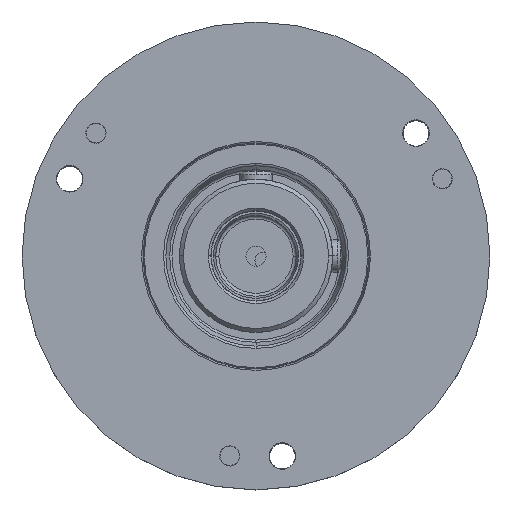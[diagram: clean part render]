
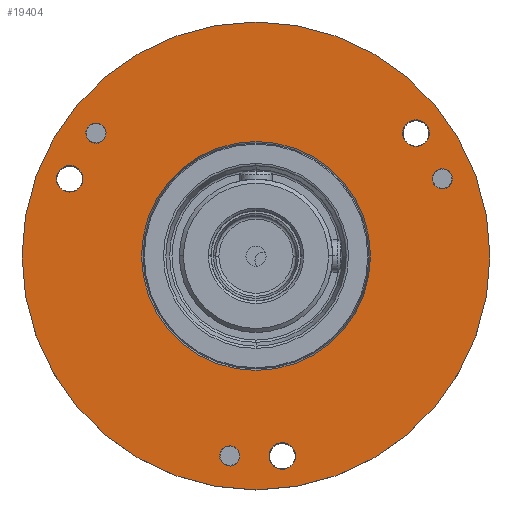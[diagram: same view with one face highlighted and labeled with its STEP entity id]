
A CAD part, top view. The second image highlights one B-rep face of the part: STEP entity #19404.
In plain terms, the highlighted planar face has unit normal (0, 0, 1).
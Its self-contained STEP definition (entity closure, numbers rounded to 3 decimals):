
#174=CARTESIAN_POINT('',(0.,0.,18.));
#175=DIRECTION('',(0.,0.,1.));
#176=DIRECTION('',(1.,0.,0.));
#177=AXIS2_PLACEMENT_3D('',#174,#175,#176);
#179=CARTESIAN_POINT('',(0.,0.,18.));
#180=DIRECTION('',(0.,0.,1.));
#181=DIRECTION('',(-1.,0.,0.));
#182=AXIS2_PLACEMENT_3D('',#179,#180,#181);
#184=CARTESIAN_POINT('',(-19.834,15.219,18.));
#185=DIRECTION('',(0.,0.,-1.));
#186=DIRECTION('',(-0.793,0.609,0.));
#187=AXIS2_PLACEMENT_3D('',#184,#185,#186);
#189=CARTESIAN_POINT('',(-19.834,15.219,18.));
#190=DIRECTION('',(0.,0.,-1.));
#191=DIRECTION('',(0.793,-0.609,0.));
#192=AXIS2_PLACEMENT_3D('',#189,#190,#191);
#194=CARTESIAN_POINT('',(-3.263,-24.786,18.));
#195=DIRECTION('',(0.,0.,-1.));
#196=DIRECTION('',(-0.131,-0.991,0.));
#197=AXIS2_PLACEMENT_3D('',#194,#195,#196);
#199=CARTESIAN_POINT('',(-3.263,-24.786,18.));
#200=DIRECTION('',(0.,0.,-1.));
#201=DIRECTION('',(0.131,0.991,0.));
#202=AXIS2_PLACEMENT_3D('',#199,#200,#201);
#204=CARTESIAN_POINT('',(23.097,9.567,18.));
#205=DIRECTION('',(0.,0.,-1.));
#206=DIRECTION('',(0.924,0.383,0.));
#207=AXIS2_PLACEMENT_3D('',#204,#205,#206);
#209=CARTESIAN_POINT('',(23.097,9.567,18.));
#210=DIRECTION('',(0.,0.,-1.));
#211=DIRECTION('',(-0.924,-0.383,0.));
#212=AXIS2_PLACEMENT_3D('',#209,#210,#211);
#214=CARTESIAN_POINT('',(3.263,-24.786,18.));
#215=DIRECTION('',(0.,0.,1.));
#216=DIRECTION('',(0.,-1.,0.));
#217=AXIS2_PLACEMENT_3D('',#214,#215,#216);
#219=CARTESIAN_POINT('',(3.263,-24.786,18.));
#220=DIRECTION('',(0.,0.,1.));
#221=DIRECTION('',(0.,1.,0.));
#222=AXIS2_PLACEMENT_3D('',#219,#220,#221);
#224=CARTESIAN_POINT('',(19.834,15.219,18.));
#225=DIRECTION('',(0.,0.,1.));
#226=DIRECTION('',(0.,-1.,0.));
#227=AXIS2_PLACEMENT_3D('',#224,#225,#226);
#229=CARTESIAN_POINT('',(19.834,15.219,18.));
#230=DIRECTION('',(0.,0.,1.));
#231=DIRECTION('',(0.,1.,0.));
#232=AXIS2_PLACEMENT_3D('',#229,#230,#231);
#234=CARTESIAN_POINT('',(-23.097,9.567,18.));
#235=DIRECTION('',(0.,0.,1.));
#236=DIRECTION('',(0.,-1.,0.));
#237=AXIS2_PLACEMENT_3D('',#234,#235,#236);
#239=CARTESIAN_POINT('',(-23.097,9.567,18.));
#240=DIRECTION('',(0.,0.,1.));
#241=DIRECTION('',(0.,1.,0.));
#242=AXIS2_PLACEMENT_3D('',#239,#240,#241);
#244=CARTESIAN_POINT('',(0.,0.,18.));
#245=DIRECTION('',(0.,0.,-1.));
#246=DIRECTION('',(-1.,0.,0.));
#247=AXIS2_PLACEMENT_3D('',#244,#245,#246);
#262=CARTESIAN_POINT('',(0.,0.,18.));
#263=DIRECTION('',(0.,0.,-1.));
#264=DIRECTION('',(1.,0.,0.));
#265=AXIS2_PLACEMENT_3D('',#262,#263,#264);
#15524=CARTESIAN_POINT('',(29.,0.,18.));
#15525=CARTESIAN_POINT('',(-29.,0.,18.));
#15526=VERTEX_POINT('',#15524);
#15527=VERTEX_POINT('',#15525);
#15612=CARTESIAN_POINT('',(-20.826,15.98,18.));
#15613=CARTESIAN_POINT('',(-18.842,14.458,18.));
#15614=VERTEX_POINT('',#15612);
#15615=VERTEX_POINT('',#15613);
#15616=CARTESIAN_POINT('',(-3.426,-26.025,18.));
#15617=CARTESIAN_POINT('',(-3.1,-23.547,18.));
#15618=VERTEX_POINT('',#15616);
#15619=VERTEX_POINT('',#15617);
#15620=CARTESIAN_POINT('',(24.252,10.045,18.));
#15621=CARTESIAN_POINT('',(21.942,9.089,18.));
#15622=VERTEX_POINT('',#15620);
#15623=VERTEX_POINT('',#15621);
#15722=CARTESIAN_POINT('',(14.188,0.,18.));
#15723=CARTESIAN_POINT('',(-14.188,0.,18.));
#15724=VERTEX_POINT('',#15722);
#15725=VERTEX_POINT('',#15723);
#15910=CARTESIAN_POINT('',(3.263,-26.436,18.));
#15911=CARTESIAN_POINT('',(3.263,-23.136,18.));
#15912=VERTEX_POINT('',#15910);
#15913=VERTEX_POINT('',#15911);
#15918=CARTESIAN_POINT('',(19.834,13.569,18.));
#15919=CARTESIAN_POINT('',(19.834,16.869,18.));
#15920=VERTEX_POINT('',#15918);
#15921=VERTEX_POINT('',#15919);
#15926=CARTESIAN_POINT('',(-23.097,7.917,18.));
#15927=CARTESIAN_POINT('',(-23.097,11.217,18.));
#15928=VERTEX_POINT('',#15926);
#15929=VERTEX_POINT('',#15927);
#19353=CARTESIAN_POINT('',(0.,0.,18.));
#19354=DIRECTION('',(0.,0.,1.));
#19355=DIRECTION('',(1.,0.,0.));
#19356=AXIS2_PLACEMENT_3D('',#19353,#19354,#19355);
#19357=PLANE('',#19356);
#19358=ORIENTED_EDGE('',*,*,#19333,.F.);
#19359=ORIENTED_EDGE('',*,*,#19347,.F.);
#19360=EDGE_LOOP('',(#19358,#19359));
#19361=FACE_OUTER_BOUND('',#19360,.F.);
#19363=ORIENTED_EDGE('',*,*,#19362,.F.);
#19365=ORIENTED_EDGE('',*,*,#19364,.F.);
#19366=EDGE_LOOP('',(#19363,#19365));
#19367=FACE_BOUND('',#19366,.F.);
#19369=ORIENTED_EDGE('',*,*,#19368,.F.);
#19371=ORIENTED_EDGE('',*,*,#19370,.F.);
#19372=EDGE_LOOP('',(#19369,#19371));
#19373=FACE_BOUND('',#19372,.F.);
#19375=ORIENTED_EDGE('',*,*,#19374,.F.);
#19377=ORIENTED_EDGE('',*,*,#19376,.F.);
#19378=EDGE_LOOP('',(#19375,#19377));
#19379=FACE_BOUND('',#19378,.F.);
#19381=ORIENTED_EDGE('',*,*,#19380,.F.);
#19383=ORIENTED_EDGE('',*,*,#19382,.F.);
#19384=EDGE_LOOP('',(#19381,#19383));
#19385=FACE_BOUND('',#19384,.F.);
#19387=ORIENTED_EDGE('',*,*,#19386,.T.);
#19389=ORIENTED_EDGE('',*,*,#19388,.T.);
#19390=EDGE_LOOP('',(#19387,#19389));
#19391=FACE_BOUND('',#19390,.F.);
#19393=ORIENTED_EDGE('',*,*,#19392,.T.);
#19395=ORIENTED_EDGE('',*,*,#19394,.T.);
#19396=EDGE_LOOP('',(#19393,#19395));
#19397=FACE_BOUND('',#19396,.F.);
#19399=ORIENTED_EDGE('',*,*,#19398,.T.);
#19401=ORIENTED_EDGE('',*,*,#19400,.T.);
#19402=EDGE_LOOP('',(#19399,#19401));
#19403=FACE_BOUND('',#19402,.F.);
#178=CIRCLE('',#177,29.);
#183=CIRCLE('',#182,29.);
#188=CIRCLE('',#187,1.25);
#193=CIRCLE('',#192,1.25);
#198=CIRCLE('',#197,1.25);
#203=CIRCLE('',#202,1.25);
#208=CIRCLE('',#207,1.25);
#213=CIRCLE('',#212,1.25);
#218=CIRCLE('',#217,1.65);
#223=CIRCLE('',#222,1.65);
#228=CIRCLE('',#227,1.65);
#233=CIRCLE('',#232,1.65);
#238=CIRCLE('',#237,1.65);
#243=CIRCLE('',#242,1.65);
#248=CIRCLE('',#247,14.188);
#266=CIRCLE('',#265,14.188);
#19333=EDGE_CURVE('',#15526,#15527,#178,.T.);
#19347=EDGE_CURVE('',#15527,#15526,#183,.T.);
#19362=EDGE_CURVE('',#15725,#15724,#248,.T.);
#19364=EDGE_CURVE('',#15724,#15725,#266,.T.);
#19368=EDGE_CURVE('',#15614,#15615,#188,.T.);
#19370=EDGE_CURVE('',#15615,#15614,#193,.T.);
#19374=EDGE_CURVE('',#15618,#15619,#198,.T.);
#19376=EDGE_CURVE('',#15619,#15618,#203,.T.);
#19380=EDGE_CURVE('',#15622,#15623,#208,.T.);
#19382=EDGE_CURVE('',#15623,#15622,#213,.T.);
#19386=EDGE_CURVE('',#15912,#15913,#218,.T.);
#19388=EDGE_CURVE('',#15913,#15912,#223,.T.);
#19392=EDGE_CURVE('',#15920,#15921,#228,.T.);
#19394=EDGE_CURVE('',#15921,#15920,#233,.T.);
#19398=EDGE_CURVE('',#15928,#15929,#238,.T.);
#19400=EDGE_CURVE('',#15929,#15928,#243,.T.);
#19404=ADVANCED_FACE('',(#19361,#19367,#19373,#19379,#19385,#19391,#19397,
#19403),#19357,.T.);
